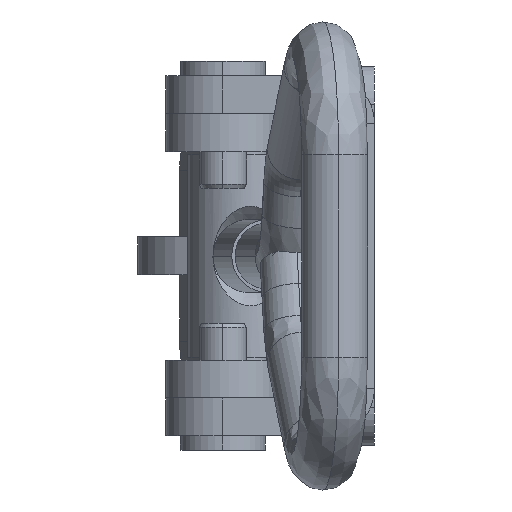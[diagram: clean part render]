
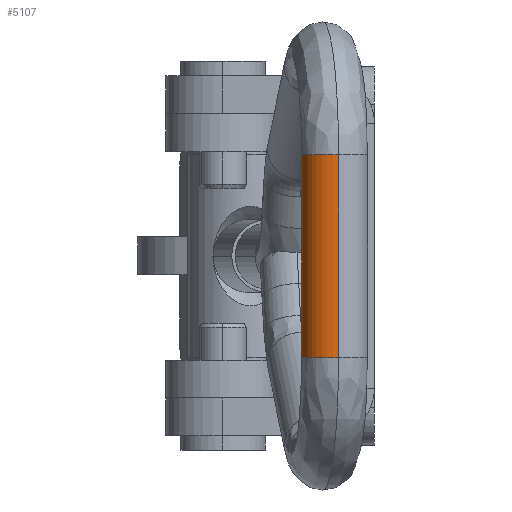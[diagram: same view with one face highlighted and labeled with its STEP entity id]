
A CAD part, left-side view. The second image highlights one B-rep face of the part: STEP entity #5107.
In plain terms, the highlighted free-form (B-spline) face has degree [3, 1] with [4, 2] control points.
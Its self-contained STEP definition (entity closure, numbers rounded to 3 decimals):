
#62 = CARTESIAN_POINT ( 'NONE',  ( -10.72, 95.5, -7. ) ) ;
#153 = EDGE_LOOP ( 'NONE', ( #3113, #4912, #2627, #3026 ) ) ;
#334 = CIRCLE ( 'NONE', #2184, 3.5 ) ;
#340 = EDGE_CURVE ( 'NONE', #881, #4347, #4120, .T. ) ;
#355 = VECTOR ( 'NONE', #2491, 1000. ) ;
#466 = CARTESIAN_POINT ( 'NONE',  ( -10.68, 88.5, -7. ) ) ;
#692 = EDGE_CURVE ( 'NONE', #2523, #889, #334, .T. ) ;
#855 = CARTESIAN_POINT ( 'NONE',  ( -10.68, 88.5, 0. ) ) ;
#881 = VERTEX_POINT ( 'NONE', #3403 ) ;
#889 = VERTEX_POINT ( 'NONE', #4975 ) ;
#938 = CARTESIAN_POINT ( 'NONE',  ( -10.7, 92., 0. ) ) ;
#1084 = EDGE_CURVE ( 'NONE', #881, #2523, #2836, .T. ) ;
#1334 = DIRECTION ( 'NONE',  ( 0.006, -1., 0. ) ) ;
#1753 = VECTOR ( 'NONE', #3092, 1000. ) ;
#2037 = CARTESIAN_POINT ( 'NONE',  ( -10.72, 95.5, 0. ) ) ;
#2184 = AXIS2_PLACEMENT_3D ( 'NONE', #938, #3735, #1334 ) ;
#2361 = DIRECTION ( 'NONE',  ( -1., -0.006, 0. ) ) ;
#2455 = CARTESIAN_POINT ( 'NONE',  ( 10.68, 95.5, -7. ) ) ;
#2491 = DIRECTION ( 'NONE',  ( -1., 0., 0. ) ) ;
#2523 = VERTEX_POINT ( 'NONE', #2976 ) ;
#2627 = ORIENTED_EDGE ( 'NONE', *, *, #3329, .T. ) ;
#2672 = AXIS2_PLACEMENT_3D ( 'NONE', #4743, #2361, #4335 ) ;
#2836 = LINE ( 'NONE', #3016, #1753 ) ;
#2873 = CARTESIAN_POINT ( 'NONE',  ( 10.72, 88.5, -7. ) ) ;
#2976 = CARTESIAN_POINT ( 'NONE',  ( -10.72, 95.5, 0. ) ) ;
#3016 = CARTESIAN_POINT ( 'NONE',  ( 10.68, 95.5, 0. ) ) ;
#3026 = ORIENTED_EDGE ( 'NONE', *, *, #692, .F. ) ;
#3092 = DIRECTION ( 'NONE',  ( -1., 0., 0. ) ) ;
#3113 = ORIENTED_EDGE ( 'NONE', *, *, #1084, .F. ) ;
#3189 =( BOUNDED_SURFACE ( )  B_SPLINE_SURFACE ( 3, 1, ( 
 ( #4835, #2037 ),
 ( #2455, #62 ),
 ( #2873, #466 ),
 ( #3273, #855 ) ),
 .UNSPECIFIED., .F., .F., .F. ) 
 B_SPLINE_SURFACE_WITH_KNOTS ( ( 4, 4 ),
 ( 2, 2 ),
 ( 0., 1. ),
 ( 0., 1. ),
 .UNSPECIFIED. ) 
 GEOMETRIC_REPRESENTATION_ITEM ( )  RATIONAL_B_SPLINE_SURFACE ( (
 ( 1., 1.),
 ( 0.333, 0.333),
 ( 0.333, 0.333),
 ( 1., 1.) ) ) 
 REPRESENTATION_ITEM ( '' )  SURFACE ( )  );
#3273 = CARTESIAN_POINT ( 'NONE',  ( 10.72, 88.5, 0. ) ) ;
#3329 = EDGE_CURVE ( 'NONE', #4347, #889, #3667, .T. ) ;
#3403 = CARTESIAN_POINT ( 'NONE',  ( 10.68, 95.5, 0. ) ) ;
#3652 = FACE_OUTER_BOUND ( 'NONE', #153, .T. ) ;
#3667 = LINE ( 'NONE', #4459, #355 ) ;
#3735 = DIRECTION ( 'NONE',  ( -1., -0.006, 0. ) ) ;
#4120 = CIRCLE ( 'NONE', #2672, 3.5 ) ;
#4335 = DIRECTION ( 'NONE',  ( 0.006, -1., 0. ) ) ;
#4347 = VERTEX_POINT ( 'NONE', #4676 ) ;
#4459 = CARTESIAN_POINT ( 'NONE',  ( 10.72, 88.5, 0. ) ) ;
#4676 = CARTESIAN_POINT ( 'NONE',  ( 10.72, 88.5, 0. ) ) ;
#4743 = CARTESIAN_POINT ( 'NONE',  ( 10.7, 92., 0. ) ) ;
#4835 = CARTESIAN_POINT ( 'NONE',  ( 10.68, 95.5, 0. ) ) ;
#4912 = ORIENTED_EDGE ( 'NONE', *, *, #340, .T. ) ;
#4975 = CARTESIAN_POINT ( 'NONE',  ( -10.68, 88.5, 0. ) ) ;
#5107 = ADVANCED_FACE ( 'NONE', ( #3652 ), #3189, .T. ) ;
